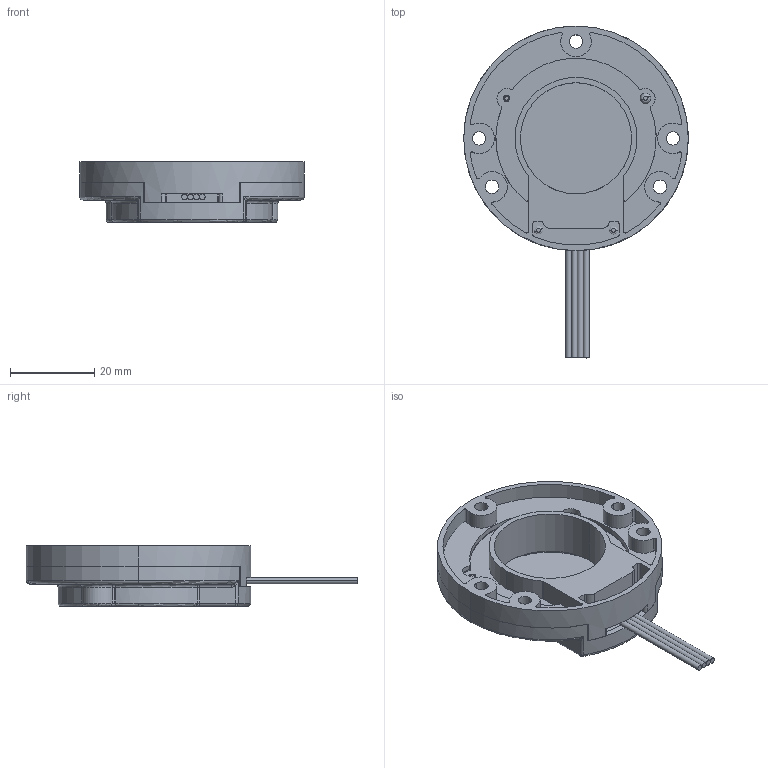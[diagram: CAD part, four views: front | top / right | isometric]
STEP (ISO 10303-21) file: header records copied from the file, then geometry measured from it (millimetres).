
FILE_DESCRIPTION (( 'STEP AP214' ), '1' );
FILE_NAME ('H9_Step.STEP', '2020-07-30T19:05:38', ( '' ), ( '' ), 'SwSTEP 2.0', 'SolidWorks 2017', '' );
FILE_SCHEMA (( 'AUTOMOTIVE_DESIGN' ));
Length unit declared in the file: millimetre
Products named in the file (5): 4 wire RBYB; 9023T002R5; H9_Step; 9022 Housing; Drive Screw 00 250
Assembly tree (7 placements, depth 2):
  H9_Step
    9022 Housing
    Drive Screw 00 250  x4
    4 wire RBYB
    9023T002R5
Bounding box: 53.34 x 78.82 x 14.48 mm (x, y, z)
Volume: 11994.3 mm3; surface area: 16582.8 mm2
Topology: 10 solids, 10 shells, 823 faces, 2245 edges, 1482 vertices
Faces by surface type: cylinder 367, plane 307, bspline 135, torus 14
Entity records: 33988 total; most frequent: CARTESIAN_POINT 8303, ORIENTED_EDGE 3920, DIRECTION 3354, EDGE_CURVE 1960, VERTEX_POINT 1308, AXIS2_PLACEMENT_3D 1177, VECTOR 1000, LINE 1000
